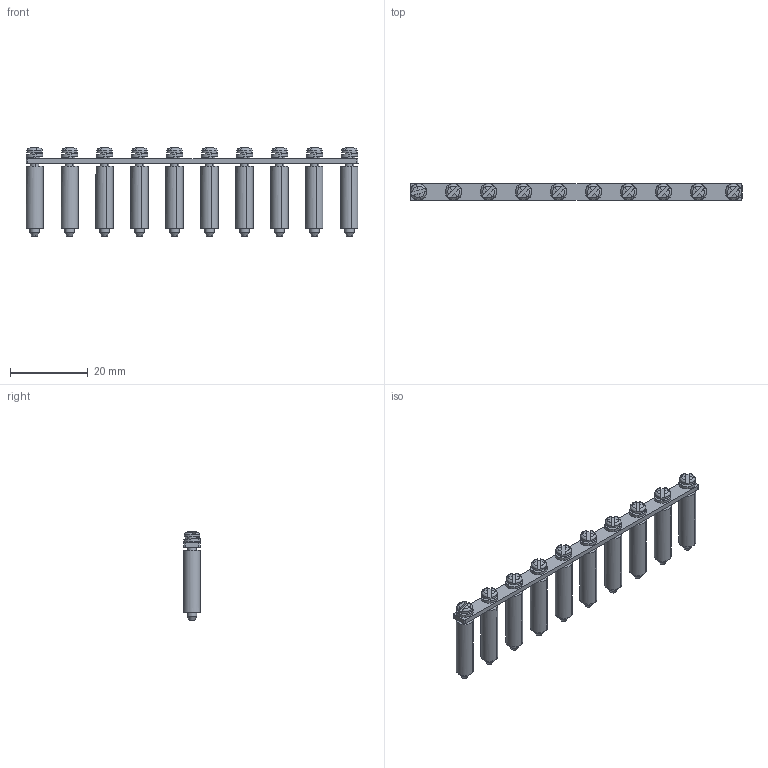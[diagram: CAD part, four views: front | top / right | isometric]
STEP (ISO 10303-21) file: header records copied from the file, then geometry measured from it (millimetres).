
FILE_DESCRIPTION(('CATIA V5 STEP Exchange','CAx-IF Rec.Pracs.--- Model Styling and Organization---1.4--- 2014-01-23'),'2;1');
FILE_NAME ('D1463461_0_2615070000_2615070000.stp','2020-07-27T05:52:53+00:00',('none'),('Weidmueller'),'CATIA Version 5-6 Release 2016 SP3 HF44','CATIA V5 STEP AP214','none');
FILE_SCHEMA(('AUTOMOTIVE_DESIGN { 1 0 10303 214 1 1 1 1 }'));
Length unit declared in the file: millimetre
Products named in the file (1): 2615070000
Bounding box: 85.4 x 4.39 x 22.88 mm (x, y, z)
Volume: 3028.7 mm3; surface area: 6658.3 mm2
Topology: 11 solids, 11 shells, 550 faces, 1362 edges, 884 vertices
Faces by surface type: cylinder 174, bspline 120, plane 116, cone 60, torus 40, sphere 40
Entity records: 18889 total; most frequent: CARTESIAN_POINT 7547, ORIENTED_EDGE 2724, DIRECTION 1642, EDGE_CURVE 1362, VERTEX_POINT 884, AXIS2_PLACEMENT_3D 848, EDGE_LOOP 620, ADVANCED_FACE 550
